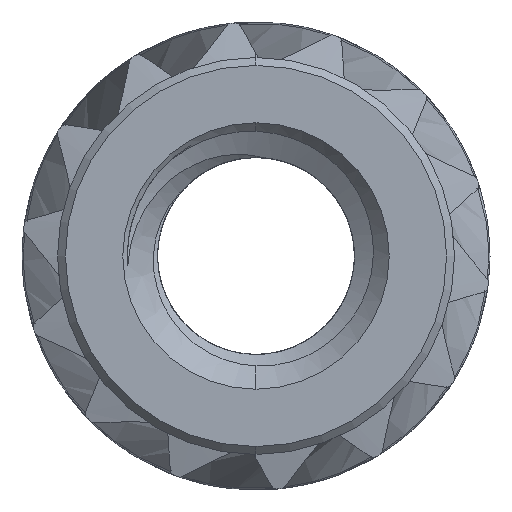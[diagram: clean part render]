
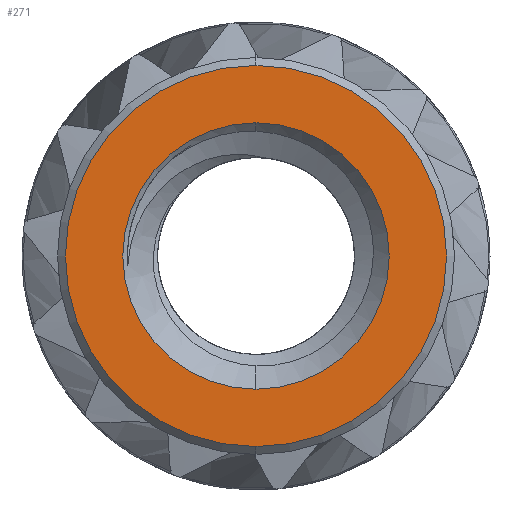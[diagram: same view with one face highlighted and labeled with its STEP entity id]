
A CAD part, front view. The second image highlights one B-rep face of the part: STEP entity #271.
In plain terms, the highlighted planar face has unit normal (0, -1, 0).
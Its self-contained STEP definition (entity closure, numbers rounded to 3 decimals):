
#8 = ORIENTED_EDGE ( 'NONE', *, *, #1469, .F. ) ;
#195 = CARTESIAN_POINT ( 'NONE',  ( 0., -2.95, 0. ) ) ;
#271 = ADVANCED_FACE ( 'NONE', ( #18357, #11359 ), #14960, .T. ) ;
#361 = DIRECTION ( 'NONE',  ( 0., -1., 0. ) ) ;
#631 = DIRECTION ( 'NONE',  ( 0., -1., 0. ) ) ;
#744 = CIRCLE ( 'NONE', #14151, 1.295 ) ;
#1469 = EDGE_CURVE ( 'NONE', #13210, #18056, #9972, .T. ) ;
#1645 = DIRECTION ( 'NONE',  ( 0., -1., 0. ) ) ;
#2032 = CIRCLE ( 'NONE', #17391, 1.853 ) ;
#5529 = DIRECTION ( 'NONE',  ( 0., -1., 0. ) ) ;
#5550 = DIRECTION ( 'NONE',  ( 0., -1., 0. ) ) ;
#5889 = CARTESIAN_POINT ( 'NONE',  ( 0., -2.95, 0. ) ) ;
#5918 = EDGE_LOOP ( 'NONE', ( #15147, #8 ) ) ;
#6014 = CARTESIAN_POINT ( 'NONE',  ( 0., -2.95, 1.853 ) ) ;
#6570 = CIRCLE ( 'NONE', #15509, 1.853 ) ;
#7634 = DIRECTION ( 'NONE',  ( 0., 0., -1. ) ) ;
#8134 = EDGE_LOOP ( 'NONE', ( #9511, #11235 ) ) ;
#9511 = ORIENTED_EDGE ( 'NONE', *, *, #12734, .T. ) ;
#9972 = CIRCLE ( 'NONE', #10025, 1.295 ) ;
#9980 = DIRECTION ( 'NONE',  ( 0., 0., -1. ) ) ;
#10025 = AXIS2_PLACEMENT_3D ( 'NONE', #18636, #5550, #9980 ) ;
#10117 = EDGE_CURVE ( 'NONE', #18056, #13210, #744, .T. ) ;
#10500 = CARTESIAN_POINT ( 'NONE',  ( 0., -2.95, -1.295 ) ) ;
#11106 = AXIS2_PLACEMENT_3D ( 'NONE', #16549, #631, #7634 ) ;
#11227 = CARTESIAN_POINT ( 'NONE',  ( 0., -2.95, 0. ) ) ;
#11235 = ORIENTED_EDGE ( 'NONE', *, *, #17557, .T. ) ;
#11359 = FACE_OUTER_BOUND ( 'NONE', #8134, .T. ) ;
#12722 = VERTEX_POINT ( 'NONE', #6014 ) ;
#12734 = EDGE_CURVE ( 'NONE', #12722, #18693, #6570, .T. ) ;
#13072 = DIRECTION ( 'NONE',  ( 0., 0., -1. ) ) ;
#13210 = VERTEX_POINT ( 'NONE', #15028 ) ;
#13626 = CARTESIAN_POINT ( 'NONE',  ( 0., -2.95, -1.853 ) ) ;
#14151 = AXIS2_PLACEMENT_3D ( 'NONE', #11227, #5529, #15479 ) ;
#14960 = PLANE ( 'NONE',  #11106 ) ;
#15028 = CARTESIAN_POINT ( 'NONE',  ( 0., -2.95, 1.295 ) ) ;
#15147 = ORIENTED_EDGE ( 'NONE', *, *, #10117, .F. ) ;
#15479 = DIRECTION ( 'NONE',  ( 0., 0., -1. ) ) ;
#15509 = AXIS2_PLACEMENT_3D ( 'NONE', #5889, #361, #16024 ) ;
#16024 = DIRECTION ( 'NONE',  ( 0., 0., -1. ) ) ;
#16549 = CARTESIAN_POINT ( 'NONE',  ( 1.93, -2.95, 0. ) ) ;
#17391 = AXIS2_PLACEMENT_3D ( 'NONE', #195, #1645, #13072 ) ;
#17557 = EDGE_CURVE ( 'NONE', #18693, #12722, #2032, .T. ) ;
#18056 = VERTEX_POINT ( 'NONE', #10500 ) ;
#18357 = FACE_BOUND ( 'NONE', #5918, .T. ) ;
#18636 = CARTESIAN_POINT ( 'NONE',  ( 0., -2.95, 0. ) ) ;
#18693 = VERTEX_POINT ( 'NONE', #13626 ) ;
